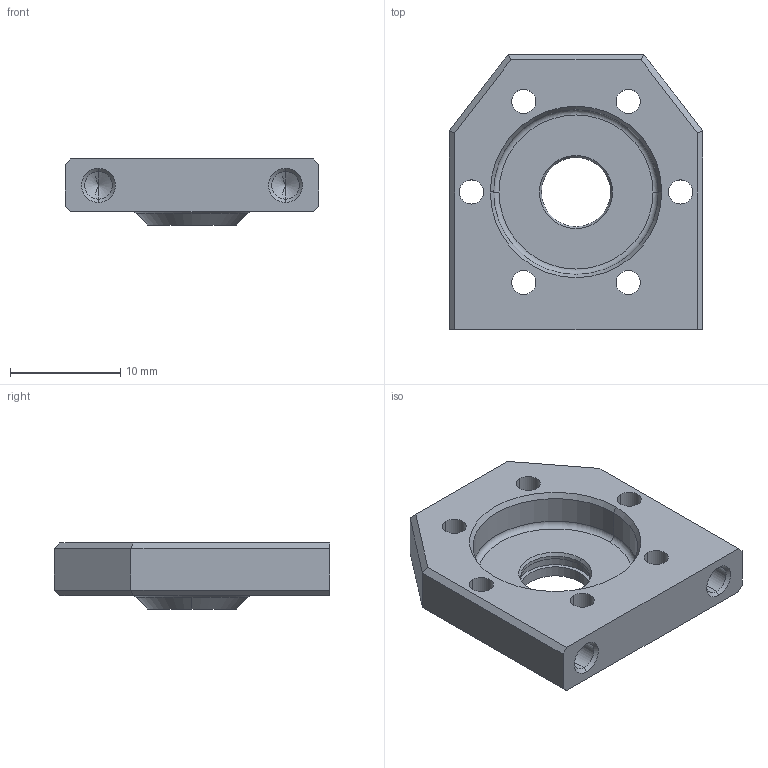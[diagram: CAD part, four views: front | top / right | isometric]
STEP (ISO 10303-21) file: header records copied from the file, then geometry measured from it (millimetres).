
FILE_DESCRIPTION (( 'STEP AP214' ), '1' );
FILE_NAME ('bride moteur V1.STEP', '2022-08-25T14:35:11', ( '' ), ( '' ), 'SwSTEP 2.0', 'SolidWorks 2021', '' );
FILE_SCHEMA (( 'AUTOMOTIVE_DESIGN' ));
Length unit declared in the file: millimetre
Products named in the file (1): bride moteur V1
Bounding box: 23 x 25 x 6 mm (x, y, z)
Volume: 1744.8 mm3; surface area: 1905.5 mm2
Topology: 1 solids, 1 shells, 76 faces, 188 edges, 116 vertices
Faces by surface type: cone 26, cylinder 24, plane 22, torus 4
Entity records: 2348 total; most frequent: DIRECTION 432, CARTESIAN_POINT 377, ORIENTED_EDGE 368, EDGE_CURVE 184, AXIS2_PLACEMENT_3D 171, VERTEX_POINT 116, EDGE_LOOP 96, CIRCLE 94
